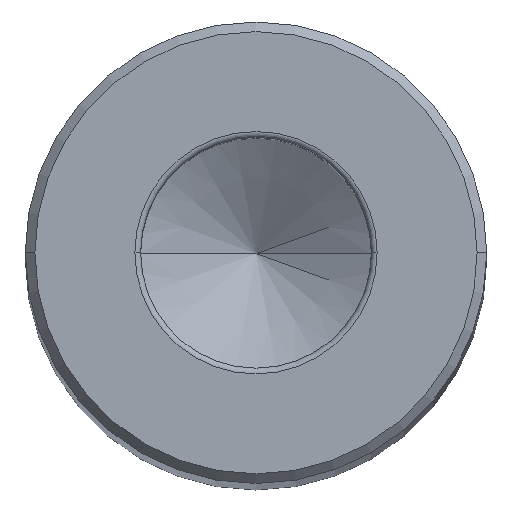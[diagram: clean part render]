
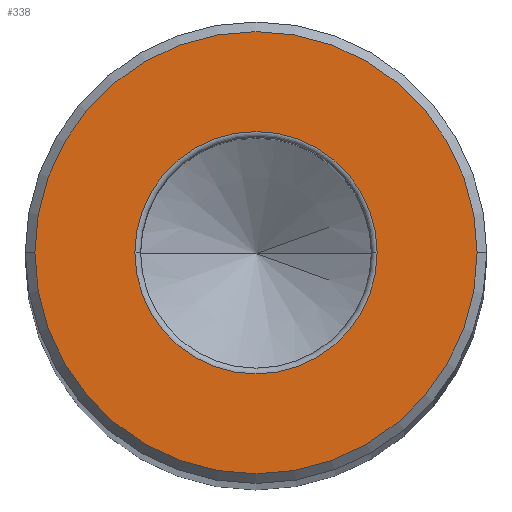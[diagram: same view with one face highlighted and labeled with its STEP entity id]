
A CAD part, top view. The second image highlights one B-rep face of the part: STEP entity #338.
In plain terms, the highlighted planar face has unit normal (0, 0, 1).
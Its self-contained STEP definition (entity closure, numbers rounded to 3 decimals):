
#7 = CIRCLE ( 'NONE', #63, 11.5 ) ;
#8 = DIRECTION ( 'NONE',  ( 0., 0., -1. ) ) ;
#46 = EDGE_CURVE ( 'NONE', #169, #616, #7, .T. ) ;
#55 = VERTEX_POINT ( 'NONE', #137 ) ;
#61 = CARTESIAN_POINT ( 'NONE',  ( 0., 0., 0. ) ) ;
#63 = AXIS2_PLACEMENT_3D ( 'NONE', #180, #386, #576 ) ;
#65 = EDGE_LOOP ( 'NONE', ( #486, #422 ) ) ;
#81 = CARTESIAN_POINT ( 'NONE',  ( -11.5, 0., 0. ) ) ;
#85 = CARTESIAN_POINT ( 'NONE',  ( 6.3, 0., 0. ) ) ;
#114 = DIRECTION ( 'NONE',  ( 1., 0., 0. ) ) ;
#120 = AXIS2_PLACEMENT_3D ( 'NONE', #369, #266, #464 ) ;
#123 = ORIENTED_EDGE ( 'NONE', *, *, #499, .T. ) ;
#129 = AXIS2_PLACEMENT_3D ( 'NONE', #61, #8, #551 ) ;
#137 = CARTESIAN_POINT ( 'NONE',  ( -6.3, 0., 0. ) ) ;
#140 = AXIS2_PLACEMENT_3D ( 'NONE', #414, #405, #114 ) ;
#154 = CIRCLE ( 'NONE', #120, 11.5 ) ;
#169 = VERTEX_POINT ( 'NONE', #443 ) ;
#180 = CARTESIAN_POINT ( 'NONE',  ( 0., 0., 0. ) ) ;
#198 = CIRCLE ( 'NONE', #129, 6.3 ) ;
#212 = PLANE ( 'NONE',  #544 ) ;
#255 = CARTESIAN_POINT ( 'NONE',  ( 0., 0., 0. ) ) ;
#263 = DIRECTION ( 'NONE',  ( 0., 0., 1. ) ) ;
#266 = DIRECTION ( 'NONE',  ( 0., 0., 1. ) ) ;
#284 = ORIENTED_EDGE ( 'NONE', *, *, #46, .T. ) ;
#338 = ADVANCED_FACE ( 'NONE', ( #407, #509 ), #212, .T. ) ;
#369 = CARTESIAN_POINT ( 'NONE',  ( 0., 0., 0. ) ) ;
#373 = VERTEX_POINT ( 'NONE', #85 ) ;
#386 = DIRECTION ( 'NONE',  ( 0., 0., 1. ) ) ;
#405 = DIRECTION ( 'NONE',  ( 0., 0., -1. ) ) ;
#407 = FACE_BOUND ( 'NONE', #65, .T. ) ;
#414 = CARTESIAN_POINT ( 'NONE',  ( 0., 0., 0. ) ) ;
#416 = DIRECTION ( 'NONE',  ( 1., 0., 0. ) ) ;
#422 = ORIENTED_EDGE ( 'NONE', *, *, #471, .T. ) ;
#443 = CARTESIAN_POINT ( 'NONE',  ( 11.5, 0., 0. ) ) ;
#454 = CIRCLE ( 'NONE', #140, 6.3 ) ;
#464 = DIRECTION ( 'NONE',  ( 1., 0., 0. ) ) ;
#471 = EDGE_CURVE ( 'NONE', #55, #373, #454, .T. ) ;
#486 = ORIENTED_EDGE ( 'NONE', *, *, #550, .T. ) ;
#499 = EDGE_CURVE ( 'NONE', #616, #169, #154, .T. ) ;
#509 = FACE_OUTER_BOUND ( 'NONE', #610, .T. ) ;
#544 = AXIS2_PLACEMENT_3D ( 'NONE', #255, #263, #416 ) ;
#550 = EDGE_CURVE ( 'NONE', #373, #55, #198, .T. ) ;
#551 = DIRECTION ( 'NONE',  ( 1., 0., 0. ) ) ;
#576 = DIRECTION ( 'NONE',  ( 1., 0., 0. ) ) ;
#610 = EDGE_LOOP ( 'NONE', ( #123, #284 ) ) ;
#616 = VERTEX_POINT ( 'NONE', #81 ) ;
